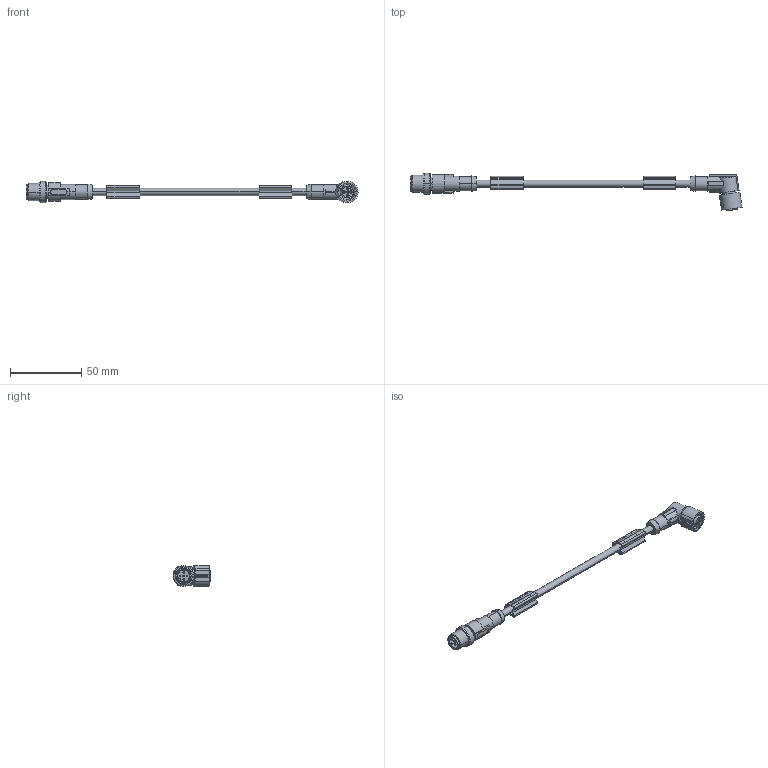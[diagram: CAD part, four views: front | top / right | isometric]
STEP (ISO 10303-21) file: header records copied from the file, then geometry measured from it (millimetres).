
FILE_DESCRIPTION(('SolidDesigner STEP Export'),'2;1');
FILE_NAME('1681622.stp','2009-03-23T14:28:04',(''),(''),'CoCreate Modeling STEP processor for AP214 (Solid Model)','CoCreate Modeling 16.00A 16-Aug-2008 (C) Parametric Technology GmbH','');
FILE_SCHEMA(('AUTOMOTIVE_DESIGN { 1 0 10303 214 1 1 1 1 }'));
Length unit declared in the file: millimetre
Products named in the file (2): 1681622
Assembly tree (1 placements, depth 2):
  1681622
    1681622
Bounding box: 233.31 x 26.5 x 14.8 mm (x, y, z)
Volume: 13280.8 mm3; surface area: 10502.5 mm2
Topology: 1 solids, 1 shells, 364 faces, 985 edges, 654 vertices
Faces by surface type: cylinder 159, plane 134, extrusion 36, cone 31, torus 4
Entity records: 14711 total; most frequent: CARTESIAN_POINT 3389, ORIENTED_EDGE 1970, DIRECTION 1496, EDGE_CURVE 985, VERTEX_POINT 654, VECTOR 512, AXIS2_PLACEMENT_3D 492, LINE 476
